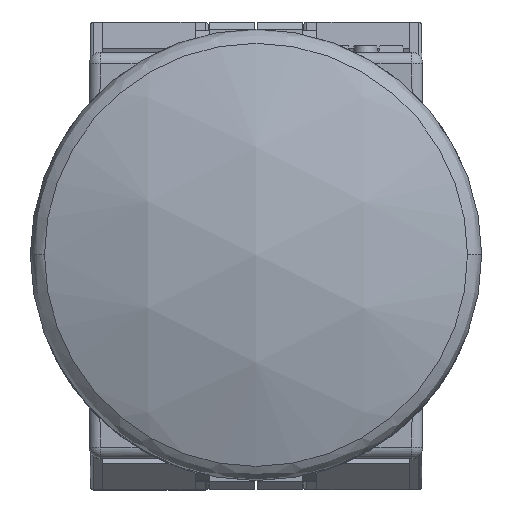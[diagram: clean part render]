
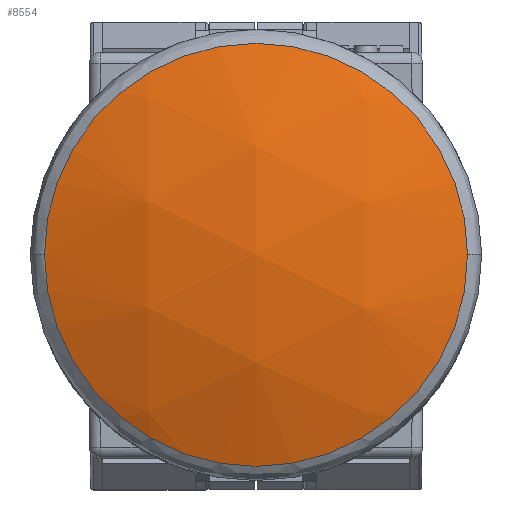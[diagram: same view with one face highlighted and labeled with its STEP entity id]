
A CAD part, top view. The second image highlights one B-rep face of the part: STEP entity #8554.
In plain terms, the highlighted spherical face has radius 50 mm.
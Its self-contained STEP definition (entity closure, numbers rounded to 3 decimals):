
#313 = AXIS2_PLACEMENT_3D ( 'NONE', #10448, #586, #4977 ) ;
#586 = DIRECTION ( 'NONE',  ( 0., 0., -1. ) ) ;
#1191 = DIRECTION ( 'NONE',  ( 0., 1., 0. ) ) ;
#1969 = DIRECTION ( 'NONE',  ( 0., -1., 0. ) ) ;
#3054 = SPHERICAL_SURFACE ( 'NONE', #12849, 50. ) ;
#3287 = VERTEX_POINT ( 'NONE', #9016 ) ;
#3979 = AXIS2_PLACEMENT_3D ( 'NONE', #6666, #11040, #1191 ) ;
#4127 = FACE_OUTER_BOUND ( 'NONE', #6179, .T. ) ;
#4977 = DIRECTION ( 'NONE',  ( 0., 1., 0. ) ) ;
#6179 = EDGE_LOOP ( 'NONE', ( #9932, #9012 ) ) ;
#6544 = CIRCLE ( 'NONE', #313, 18.75 ) ;
#6666 = CARTESIAN_POINT ( 'NONE',  ( 0., 0., 42.851 ) ) ;
#7458 = CARTESIAN_POINT ( 'NONE',  ( 0., 0., -3.5 ) ) ;
#8510 = CARTESIAN_POINT ( 'NONE',  ( -18.75, 0., 42.851 ) ) ;
#8554 = ADVANCED_FACE ( 'NONE', ( #4127 ), #3054, .T. ) ;
#9012 = ORIENTED_EDGE ( 'NONE', *, *, #14165, .F. ) ;
#9016 = CARTESIAN_POINT ( 'NONE',  ( 18.75, 0., 42.851 ) ) ;
#9020 = VERTEX_POINT ( 'NONE', #8510 ) ;
#9932 = ORIENTED_EDGE ( 'NONE', *, *, #13395, .F. ) ;
#10178 = CIRCLE ( 'NONE', #3979, 18.75 ) ;
#10448 = CARTESIAN_POINT ( 'NONE',  ( 0., 0., 42.851 ) ) ;
#11040 = DIRECTION ( 'NONE',  ( 0., 0., -1. ) ) ;
#11826 = DIRECTION ( 'NONE',  ( 1., 0., 0. ) ) ;
#12849 = AXIS2_PLACEMENT_3D ( 'NONE', #7458, #11826, #1969 ) ;
#13395 = EDGE_CURVE ( 'NONE', #9020, #3287, #6544, .T. ) ;
#14165 = EDGE_CURVE ( 'NONE', #3287, #9020, #10178, .T. ) ;
